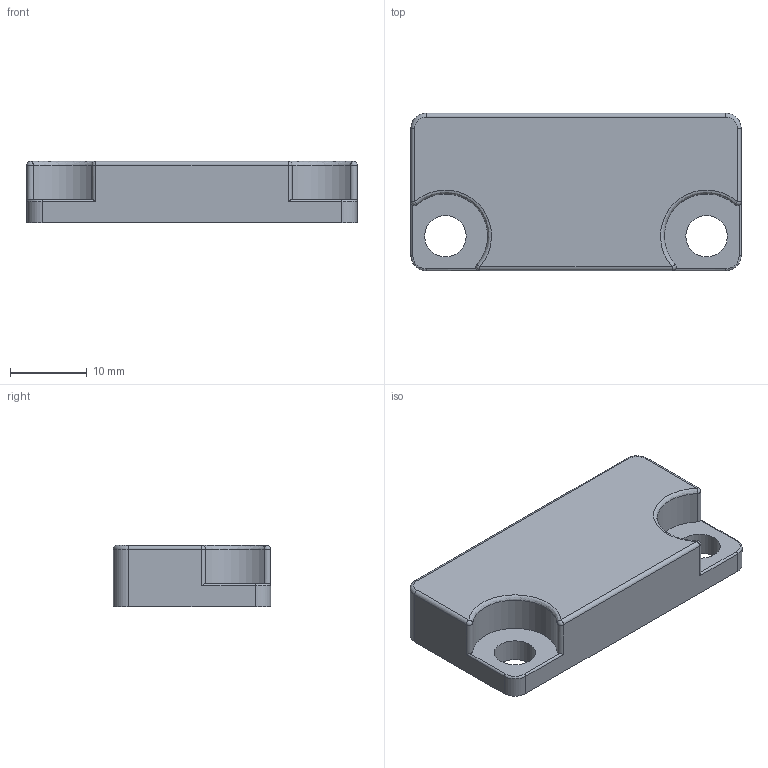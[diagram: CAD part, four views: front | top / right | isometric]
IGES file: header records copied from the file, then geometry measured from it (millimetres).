
Global section: file name: 803501.stp.ipt; native system: Autodesk Inventor 2014; preprocessor: unknown; author: zeman; date: 20151020.100215; units: millimetre
Bounding box: 43 x 20.5 x 8 mm (x, y, z)
Volume: 6009.8 mm3; surface area: 2742.7 mm2
Topology: 1 solids, 1 shells, 38 faces, 90 edges, 54 vertices
Faces by surface type: cylinder 16, revolution 10, plane 8, sphere 4
